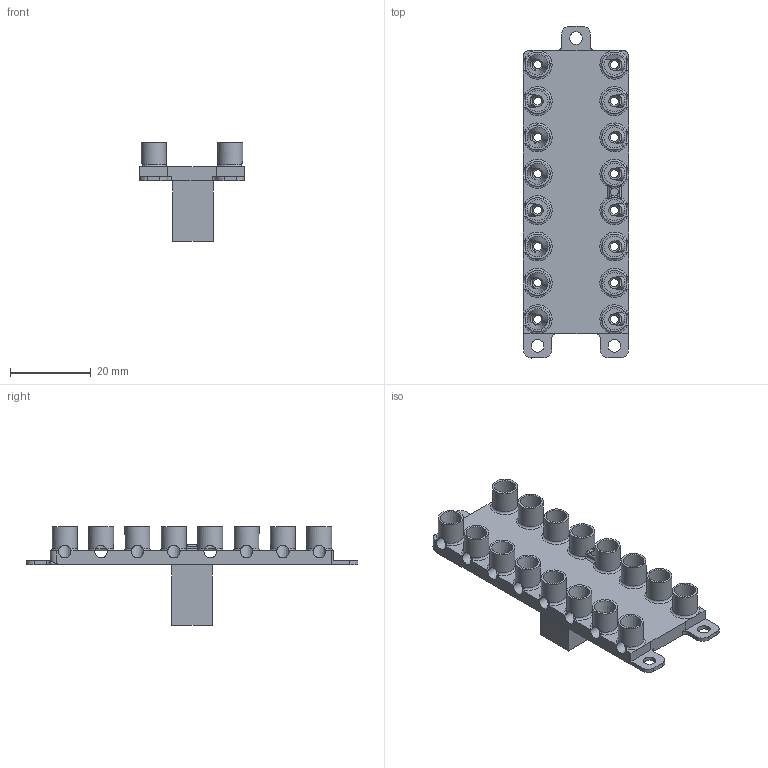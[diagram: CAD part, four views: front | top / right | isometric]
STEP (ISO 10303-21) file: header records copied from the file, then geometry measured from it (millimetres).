
FILE_DESCRIPTION(/* description */ (''),/* implementation_level */ '2;1');
FILE_NAME(/* name */ 'tube_holder_210806_2x8 v59.step',/* time_stamp */ '2022-06-12T20:15:02+09:00',/* author */ (''),/* organization */ (''),/* preprocessor_version */ 'ST-DEVELOPER v19',/* originating_system */ 'Autodesk Translation Framework v11.7.0.108',/* authorisation */ '');
FILE_SCHEMA (('AUTOMOTIVE_DESIGN { 1 0 10303 214 3 1 1 }'));
Length unit declared in the file: millimetre
Products named in the file (1): tube_holder_210806_2x8
Bounding box: 26 x 82.17 x 24.5 mm (x, y, z)
Volume: 8921.4 mm3; surface area: 8616.1 mm2
Topology: 2 solids, 2 shells, 193 faces, 568 edges, 379 vertices
Faces by surface type: cylinder 72, plane 61, torus 20, sphere 20, cone 16, bspline 4
Full cylindrical faces by diameter (mm): 2 x17, 3.1 x19, 6.172 x16
Entity records: 8159 total; most frequent: CARTESIAN_POINT 2851, ORIENTED_EDGE 1136, DIRECTION 1050, EDGE_CURVE 568, AXIS2_PLACEMENT_3D 405, VERTEX_POINT 379, EDGE_LOOP 263, LINE 240
